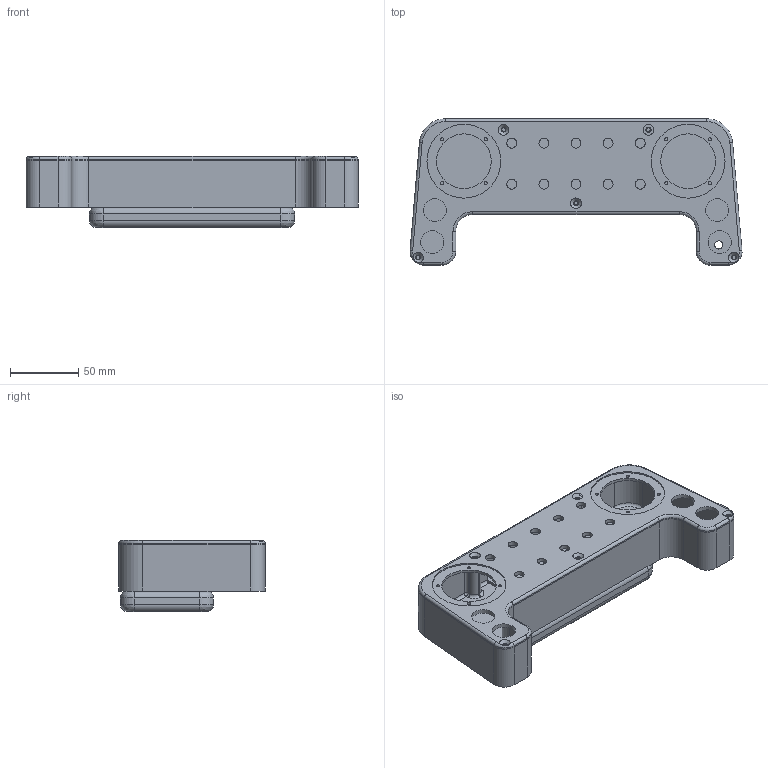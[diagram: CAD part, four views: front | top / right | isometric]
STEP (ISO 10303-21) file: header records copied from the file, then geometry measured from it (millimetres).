
FILE_DESCRIPTION(/* description */ (''),/* implementation_level */ '2;1');
FILE_NAME(/* name */ 'f3852a71-f0bb-43e1-9962-85402e77a124.stp',/* time_stamp */ '2021-11-30T09:32:49+00:00',/* author */ (''),/* organization */ (''),/* preprocessor_version */ 'ST-DEVELOPER v18.1',/* originating_system */ 'Autodesk Translation Framework v10.10.0.1391',/* authorisation */ '');
FILE_SCHEMA (('AUTOMOTIVE_DESIGN { 1 0 10303 214 3 1 1 }'));
Length unit declared in the file: millimetre
Products named in the file (1): Remote
Bounding box: 242.83 x 107 x 52 mm (x, y, z)
Volume: 351303.3 mm3; surface area: 150512.7 mm2
Topology: 4 solids, 4 shells, 236 faces, 573 edges, 353 vertices
Faces by surface type: cylinder 126, plane 62, torus 22, bspline 14, cone 8, sphere 4
Full cylindrical faces by diameter (mm): 2.3 x8, 2.8 x9, 3.8 x5, 6 x2, 7.2 x10, 16.9 x4, 40 x2, 54 x2
Entity records: 7231 total; most frequent: CARTESIAN_POINT 1324, DIRECTION 1320, ORIENTED_EDGE 1146, EDGE_CURVE 573, AXIS2_PLACEMENT_3D 527, VERTEX_POINT 353, EDGE_LOOP 312, CIRCLE 304
